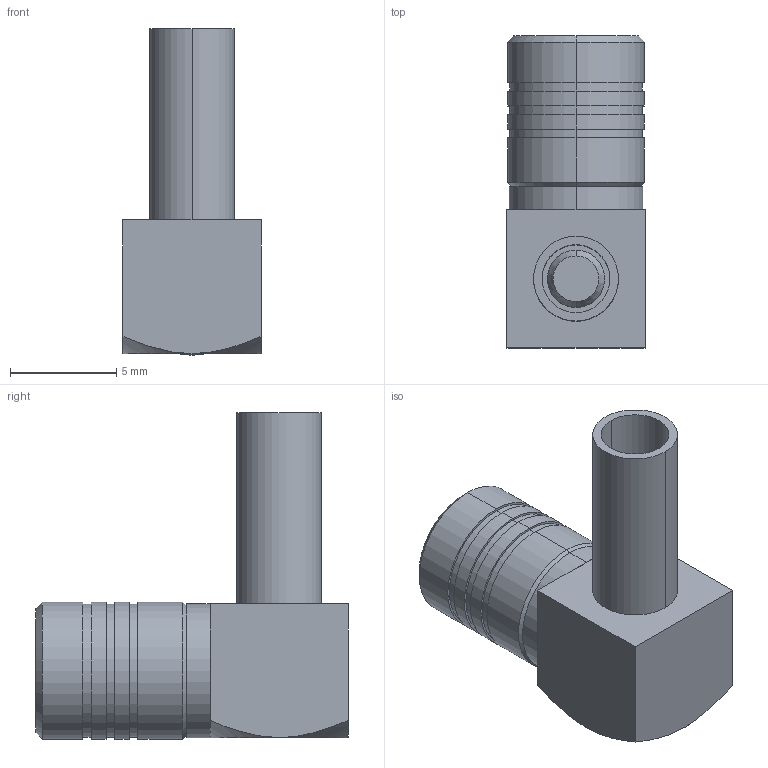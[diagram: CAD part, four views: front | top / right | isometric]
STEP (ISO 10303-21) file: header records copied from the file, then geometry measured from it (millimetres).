
FILE_DESCRIPTION((''),'2;1');
FILE_NAME('PRT0001','2021-09-03T',('Administrator'),(''),'PRO/ENGINEER BY PARAMETRIC TECHNOLOGY CORPORATION, 2012090','PRO/ENGINEER BY PARAMETRIC TECHNOLOGY CORPORATION, 2012090','');
FILE_SCHEMA(('CONFIG_CONTROL_DESIGN'));
Length unit declared in the file: millimetre
Products named in the file (1): PRT0001
Bounding box: 6.5 x 14.7 x 15.38 mm (x, y, z)
Volume: 545.3 mm3; surface area: 763.1 mm2
Topology: 1 solids, 1 shells, 102 faces, 245 edges, 156 vertices
Faces by surface type: plane 40, cylinder 38, cone 20, torus 4
Entity records: 3145 total; most frequent: CARTESIAN_POINT 691, DIRECTION 529, ORIENTED_EDGE 486, EDGE_CURVE 243, AXIS2_PLACEMENT_3D 212, VERTEX_POINT 156, EDGE_LOOP 115, CIRCLE 110
